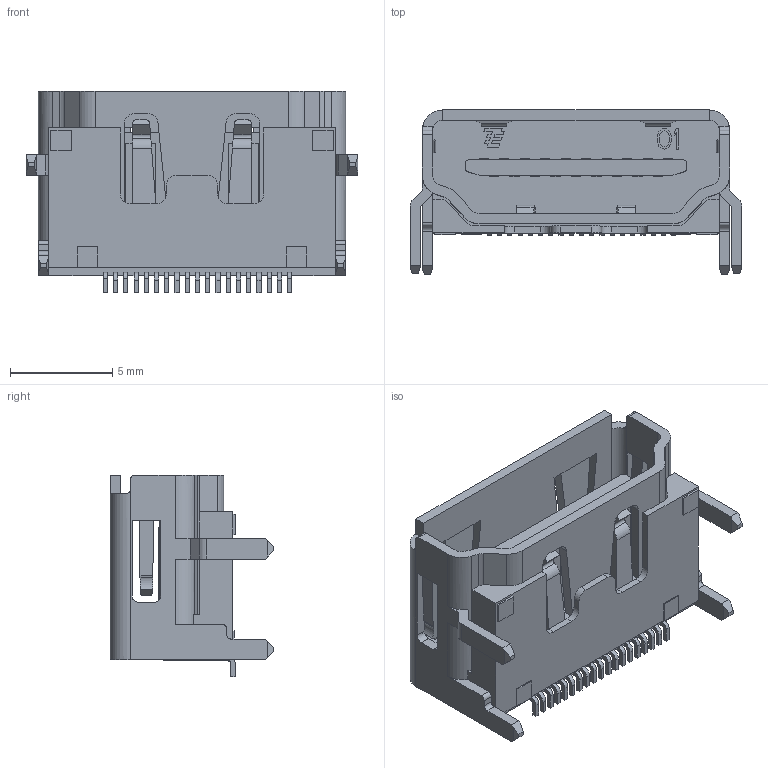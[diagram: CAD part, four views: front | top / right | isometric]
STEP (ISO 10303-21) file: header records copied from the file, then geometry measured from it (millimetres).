
FILE_DESCRIPTION((''),'2;1');
FILE_NAME('C-5-1903015-1','2012-02-10T',('workeradm'),('Tyco Electronics Ltd.'),'PRO/ENGINEER BY PARAMETRIC TECHNOLOGY CORPORATION, 2010430','PRO/ENGINEER BY PARAMETRIC TECHNOLOGY CORPORATION, 2010430','');
FILE_SCHEMA(('AUTOMOTIVE_DESIGN { 1 0 10303 214 1 1 1 1 }'));
Length unit declared in the file: millimetre
Products named in the file (1): C-5-1903015-1
Bounding box: 16.2 x 8 x 9.85 mm (x, y, z)
Volume: 382.9 mm3; surface area: 1077.6 mm2
Topology: 1 solids, 1 shells, 603 faces, 1756 edges, 1160 vertices
Faces by surface type: plane 454, cylinder 149
Entity records: 20136 total; most frequent: CARTESIAN_POINT 3820, ORIENTED_EDGE 3512, DIRECTION 3136, EDGE_CURVE 1756, VECTOR 1446, LINE 1446, VERTEX_POINT 1160, AXIS2_PLACEMENT_3D 845
